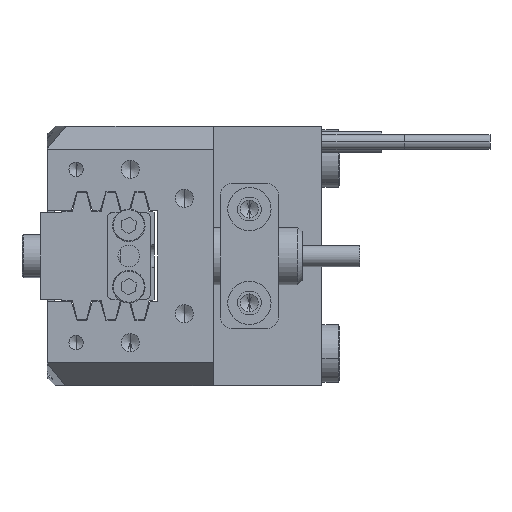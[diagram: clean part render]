
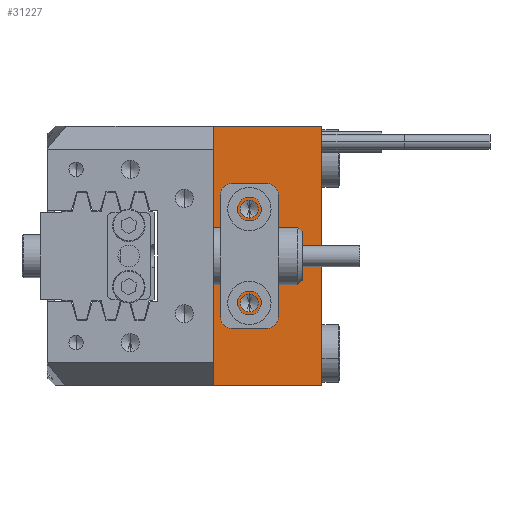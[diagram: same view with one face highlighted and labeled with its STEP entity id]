
A CAD part, left-side view. The second image highlights one B-rep face of the part: STEP entity #31227.
In plain terms, the highlighted planar face has unit normal (-1, 0, 0).
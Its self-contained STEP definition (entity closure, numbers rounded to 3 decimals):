
#992 = DIRECTION ( 'NONE',  ( -1., 0., 0. ) ) ;
#1164 = CARTESIAN_POINT ( 'NONE',  ( -26., 15., 18. ) ) ;
#1397 = EDGE_CURVE ( 'NONE', #1583, #16839, #29068, .T. ) ;
#1583 = VERTEX_POINT ( 'NONE', #33431 ) ;
#1893 = CARTESIAN_POINT ( 'NONE',  ( -26., 10., 5.25 ) ) ;
#2438 = VECTOR ( 'NONE', #10207, 1000. ) ;
#2826 = AXIS2_PLACEMENT_3D ( 'NONE', #15279, #30984, #38997 ) ;
#3028 = EDGE_CURVE ( 'NONE', #18376, #4903, #19091, .T. ) ;
#3064 = FACE_BOUND ( 'NONE', #30801, .T. ) ;
#3158 = DIRECTION ( 'NONE',  ( -1., 0., 0. ) ) ;
#3715 = EDGE_CURVE ( 'NONE', #15817, #13398, #23755, .T. ) ;
#4209 = DIRECTION ( 'NONE',  ( 0., 0., 1. ) ) ;
#4903 = VERTEX_POINT ( 'NONE', #7413 ) ;
#5145 = VECTOR ( 'NONE', #18485, 1000. ) ;
#5627 = DIRECTION ( 'NONE',  ( 0., -1., 0. ) ) ;
#6245 = ORIENTED_EDGE ( 'NONE', *, *, #20609, .F. ) ;
#6527 = EDGE_CURVE ( 'NONE', #4903, #18376, #13375, .T. ) ;
#7413 = CARTESIAN_POINT ( 'NONE',  ( -26., 10., -5.25 ) ) ;
#7845 = DIRECTION ( 'NONE',  ( -1., 0., 0. ) ) ;
#8502 = AXIS2_PLACEMENT_3D ( 'NONE', #38866, #18193, #17671 ) ;
#9008 = CIRCLE ( 'NONE', #14663, 1.25 ) ;
#10207 = DIRECTION ( 'NONE',  ( 0., -1., 0. ) ) ;
#10858 = CARTESIAN_POINT ( 'NONE',  ( -26., 10., 6.5 ) ) ;
#11021 = VERTEX_POINT ( 'NONE', #23965 ) ;
#12056 = VECTOR ( 'NONE', #5627, 1000. ) ;
#12388 = CARTESIAN_POINT ( 'NONE',  ( -26., 0., 18. ) ) ;
#12450 = ORIENTED_EDGE ( 'NONE', *, *, #3715, .F. ) ;
#13375 = CIRCLE ( 'NONE', #13657, 1.25 ) ;
#13398 = VERTEX_POINT ( 'NONE', #1893 ) ;
#13492 = ORIENTED_EDGE ( 'NONE', *, *, #23222, .T. ) ;
#13657 = AXIS2_PLACEMENT_3D ( 'NONE', #16016, #992, #24729 ) ;
#13752 = LINE ( 'NONE', #1164, #25053 ) ;
#14450 = DIRECTION ( 'NONE',  ( 0., 0., 1. ) ) ;
#14663 = AXIS2_PLACEMENT_3D ( 'NONE', #10858, #7845, #14450 ) ;
#15279 = CARTESIAN_POINT ( 'NONE',  ( -26., 15., 18. ) ) ;
#15658 = EDGE_LOOP ( 'NONE', ( #12450, #28726 ) ) ;
#15817 = VERTEX_POINT ( 'NONE', #21418 ) ;
#16016 = CARTESIAN_POINT ( 'NONE',  ( -26., 10., -6.5 ) ) ;
#16285 = ORIENTED_EDGE ( 'NONE', *, *, #3028, .F. ) ;
#16413 = CARTESIAN_POINT ( 'NONE',  ( -26., 15., 18. ) ) ;
#16688 = EDGE_CURVE ( 'NONE', #11021, #36503, #37341, .T. ) ;
#16791 = EDGE_CURVE ( 'NONE', #13398, #15817, #9008, .T. ) ;
#16839 = VERTEX_POINT ( 'NONE', #23138 ) ;
#17671 = DIRECTION ( 'NONE',  ( 0., 0., 1. ) ) ;
#18193 = DIRECTION ( 'NONE',  ( -1., 0., 0. ) ) ;
#18376 = VERTEX_POINT ( 'NONE', #31708 ) ;
#18485 = DIRECTION ( 'NONE',  ( 0., 0., 1. ) ) ;
#19091 = CIRCLE ( 'NONE', #21192, 1.25 ) ;
#19095 = FACE_OUTER_BOUND ( 'NONE', #23440, .T. ) ;
#19491 = ORIENTED_EDGE ( 'NONE', *, *, #6527, .F. ) ;
#20609 = EDGE_CURVE ( 'NONE', #1583, #11021, #13752, .T. ) ;
#20650 = CARTESIAN_POINT ( 'NONE',  ( -26., 15., -18. ) ) ;
#21112 = DIRECTION ( 'NONE',  ( 0., 0., 1. ) ) ;
#21192 = AXIS2_PLACEMENT_3D ( 'NONE', #21235, #3158, #21112 ) ;
#21235 = CARTESIAN_POINT ( 'NONE',  ( -26., 10., -6.5 ) ) ;
#21418 = CARTESIAN_POINT ( 'NONE',  ( -26., 10., 7.75 ) ) ;
#22135 = LINE ( 'NONE', #12388, #5145 ) ;
#22195 = ORIENTED_EDGE ( 'NONE', *, *, #16688, .F. ) ;
#23138 = CARTESIAN_POINT ( 'NONE',  ( -26., 0., -18. ) ) ;
#23222 = EDGE_CURVE ( 'NONE', #16839, #36503, #22135, .T. ) ;
#23440 = EDGE_LOOP ( 'NONE', ( #26350, #13492, #22195, #6245 ) ) ;
#23755 = CIRCLE ( 'NONE', #8502, 1.25 ) ;
#23965 = CARTESIAN_POINT ( 'NONE',  ( -26., 15., 18. ) ) ;
#24729 = DIRECTION ( 'NONE',  ( 0., 0., 1. ) ) ;
#25053 = VECTOR ( 'NONE', #4209, 1000. ) ;
#26350 = ORIENTED_EDGE ( 'NONE', *, *, #1397, .T. ) ;
#27013 = PLANE ( 'NONE',  #2826 ) ;
#28726 = ORIENTED_EDGE ( 'NONE', *, *, #16791, .F. ) ;
#29068 = LINE ( 'NONE', #20650, #12056 ) ;
#30801 = EDGE_LOOP ( 'NONE', ( #19491, #16285 ) ) ;
#30984 = DIRECTION ( 'NONE',  ( 1., 0., 0. ) ) ;
#31227 = ADVANCED_FACE ( 'NONE', ( #3064, #34174, #19095 ), #27013, .F. ) ;
#31708 = CARTESIAN_POINT ( 'NONE',  ( -26., 10., -7.75 ) ) ;
#33214 = CARTESIAN_POINT ( 'NONE',  ( -26., 0., 18. ) ) ;
#33431 = CARTESIAN_POINT ( 'NONE',  ( -26., 15., -18. ) ) ;
#34174 = FACE_BOUND ( 'NONE', #15658, .T. ) ;
#36503 = VERTEX_POINT ( 'NONE', #33214 ) ;
#37341 = LINE ( 'NONE', #16413, #2438 ) ;
#38866 = CARTESIAN_POINT ( 'NONE',  ( -26., 10., 6.5 ) ) ;
#38997 = DIRECTION ( 'NONE',  ( 0., 0., -1. ) ) ;
